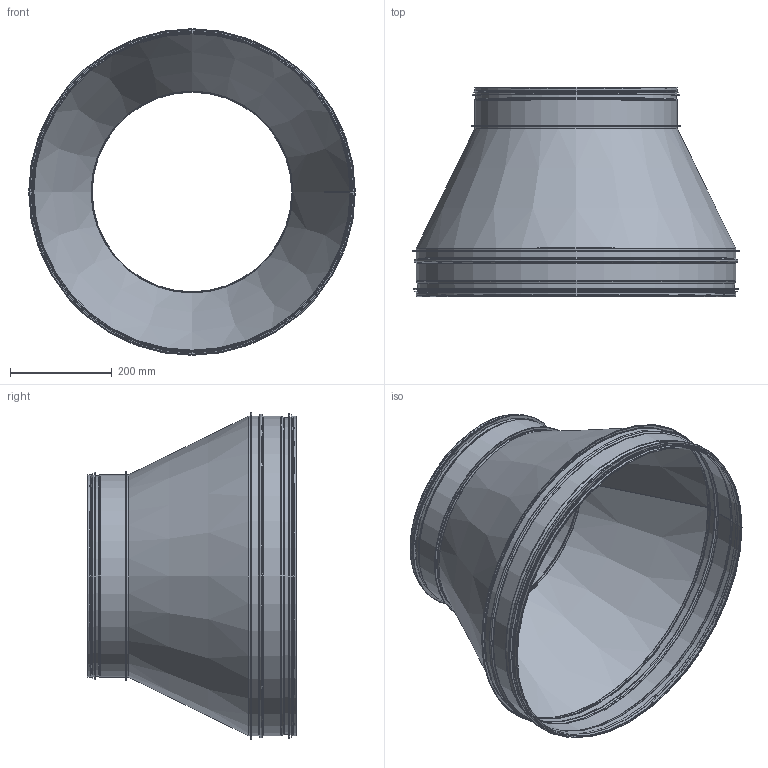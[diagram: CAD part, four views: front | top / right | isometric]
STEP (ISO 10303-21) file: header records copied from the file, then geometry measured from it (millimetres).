
FILE_DESCRIPTION((''),'2;1');
FILE_NAME('HFC_11-09.stp','2014-02-19T13:46:19',(''),(''),'Autodesk Inventor 2013','Autodesk Inventor 2013','');
FILE_SCHEMA(('AUTOMOTIVE_DESIGN { 1 2 10303 214 0 1 1 1 }'));
Length unit declared in the file: millimetre
Products named in the file (8): HFC_11-09; KonFallsadHFC_630-400; HSGMedFals-630; HSGMedFalsRörämne-630; 999011; StosMedFals-400; StosMedFalsRörämne-400; 999009
Assembly tree (7 placements, depth 3):
  HFC_11-09
    KonFallsadHFC_630-400
    HSGMedFals-630
      HSGMedFalsRörämne-630
      999011
    StosMedFals-400
      StosMedFalsRörämne-400
      999009
Bounding box: 643.2 x 412.47 x 643.2 mm (x, y, z)
Volume: 558849.2 mm3; surface area: 1782876.4 mm2
Topology: 5 solids, 5 shells, 208 faces, 406 edges, 214 vertices
Faces by surface type: plane 106, torus 50, cylinder 34, cone 18
Full cylindrical faces by diameter (mm): 393 x1, 394 x1, 395.2 x1, 397.6 x1, 397.8 x5, 398.8 x3, 401.8 x1, 404.2 x1, 409.2 x1, 412.8 x1, 622.9 x1, 623.9 x1, 625.1 x1, 627.5 x1, 627.7 x6, 628.7 x4, 631.7 x1, 634.1 x1, 639.1 x1, 639.7 x1
Entity records: 5497 total; most frequent: DIRECTION 1026, CARTESIAN_POINT 815, ORIENTED_EDGE 756, AXIS2_PLACEMENT_3D 425, EDGE_CURVE 378, EDGE_LOOP 246, VERTEX_POINT 214, STYLED_ITEM 213
